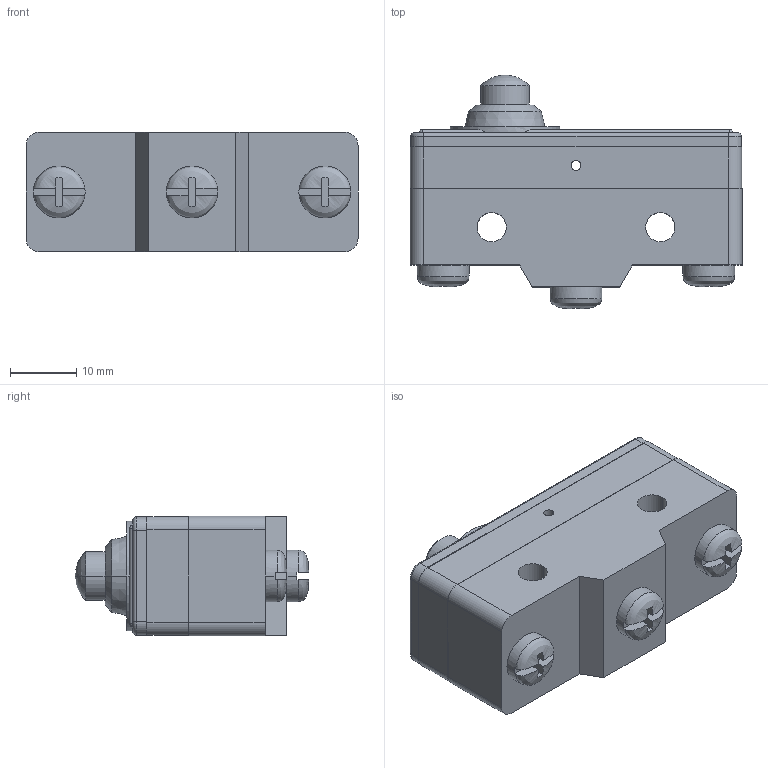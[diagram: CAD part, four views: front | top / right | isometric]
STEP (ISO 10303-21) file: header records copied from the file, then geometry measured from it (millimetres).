
FILE_DESCRIPTION((''),'2;1');
FILE_NAME('LA167-Z1-306','2024-11-15T',('Administrator'),('zyb.com'),'PRO/ENGINEER BY PARAMETRIC TECHNOLOGY CORPORATION, 2010280','PRO/ENGINEER BY PARAMETRIC TECHNOLOGY CORPORATION, 2010280','');
FILE_SCHEMA(('CONFIG_CONTROL_DESIGN'));
Length unit declared in the file: millimetre
Products named in the file (1): LA167-Z1-306
Bounding box: 50 x 35.2 x 18 mm (x, y, z)
Volume: 19353.8 mm3; surface area: 5579.7 mm2
Topology: 1 solids, 1 shells, 115 faces, 302 edges, 195 vertices
Faces by surface type: plane 51, cylinder 44, bspline 6, sphere 6, torus 4, cone 4
Entity records: 4954 total; most frequent: CARTESIAN_POINT 2044, DIRECTION 606, ORIENTED_EDGE 600, EDGE_CURVE 300, AXIS2_PLACEMENT_3D 225, VERTEX_POINT 195, VECTOR 156, LINE 156
